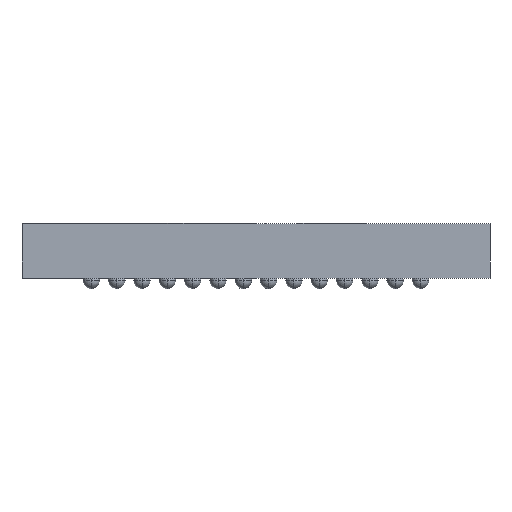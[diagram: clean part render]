
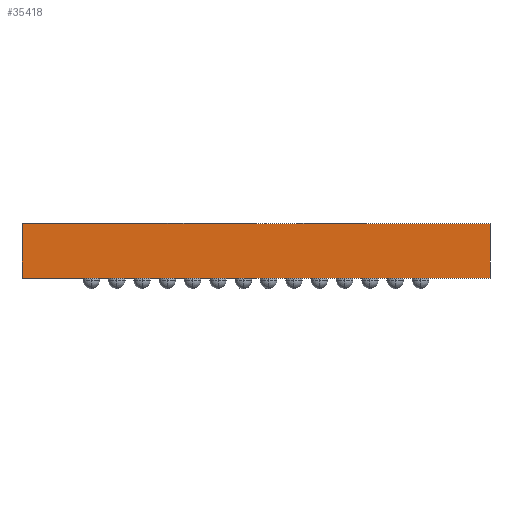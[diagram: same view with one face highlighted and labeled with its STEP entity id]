
A CAD part, left-side view. The second image highlights one B-rep face of the part: STEP entity #35418.
In plain terms, the highlighted planar face has unit normal (-1, 0, 0).
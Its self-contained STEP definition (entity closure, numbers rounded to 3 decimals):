
#3496 = CARTESIAN_POINT ( 'NONE',  ( -6.005, -6.005, 0.238 ) ) ;
#4110 = CARTESIAN_POINT ( 'NONE',  ( -6.005, 6.005, 0.238 ) ) ;
#4772 = EDGE_CURVE ( 'NONE', #37271, #29276, #36954, .T. ) ;
#6899 = LINE ( 'NONE', #38376, #40207 ) ;
#7103 = DIRECTION ( 'NONE',  ( 0., 0., -1. ) ) ;
#7321 = CARTESIAN_POINT ( 'NONE',  ( -6.005, -6.005, 1.641 ) ) ;
#8428 = AXIS2_PLACEMENT_3D ( 'NONE', #4110, #16356, #35172 ) ;
#8736 = CARTESIAN_POINT ( 'NONE',  ( -6.005, -6.005, 0.238 ) ) ;
#9332 = DIRECTION ( 'NONE',  ( 0., 0., 1. ) ) ;
#9952 = ORIENTED_EDGE ( 'NONE', *, *, #23310, .T. ) ;
#10108 = EDGE_LOOP ( 'NONE', ( #35285, #40233, #22381, #9952 ) ) ;
#10878 = LINE ( 'NONE', #23820, #11636 ) ;
#10946 = DIRECTION ( 'NONE',  ( 0., 1., 0. ) ) ;
#11636 = VECTOR ( 'NONE', #23421, 1000. ) ;
#12740 = CARTESIAN_POINT ( 'NONE',  ( -6.005, 6.005, 1.641 ) ) ;
#16356 = DIRECTION ( 'NONE',  ( -1., 0., 0. ) ) ;
#16772 = FACE_OUTER_BOUND ( 'NONE', #10108, .T. ) ;
#18033 = VERTEX_POINT ( 'NONE', #36392 ) ;
#19673 = VECTOR ( 'NONE', #9332, 1000. ) ;
#22381 = ORIENTED_EDGE ( 'NONE', *, *, #33712, .F. ) ;
#23290 = LINE ( 'NONE', #25924, #27984 ) ;
#23310 = EDGE_CURVE ( 'NONE', #23757, #18033, #6899, .T. ) ;
#23421 = DIRECTION ( 'NONE',  ( 0., -1., 0. ) ) ;
#23757 = VERTEX_POINT ( 'NONE', #12740 ) ;
#23820 = CARTESIAN_POINT ( 'NONE',  ( -6.005, 6.005, 1.641 ) ) ;
#25584 = PLANE ( 'NONE',  #8428 ) ;
#25924 = CARTESIAN_POINT ( 'NONE',  ( -6.005, -6.005, 0.238 ) ) ;
#26598 = EDGE_CURVE ( 'NONE', #37271, #18033, #23290, .T. ) ;
#27984 = VECTOR ( 'NONE', #10946, 1000. ) ;
#29276 = VERTEX_POINT ( 'NONE', #7321 ) ;
#33712 = EDGE_CURVE ( 'NONE', #23757, #29276, #10878, .T. ) ;
#35172 = DIRECTION ( 'NONE',  ( 0., 0., 1. ) ) ;
#35285 = ORIENTED_EDGE ( 'NONE', *, *, #26598, .F. ) ;
#35418 = ADVANCED_FACE ( 'NONE', ( #16772 ), #25584, .T. ) ;
#36392 = CARTESIAN_POINT ( 'NONE',  ( -6.005, 6.005, 0.238 ) ) ;
#36954 = LINE ( 'NONE', #8736, #19673 ) ;
#37271 = VERTEX_POINT ( 'NONE', #3496 ) ;
#38376 = CARTESIAN_POINT ( 'NONE',  ( -6.005, 6.005, 1.641 ) ) ;
#40207 = VECTOR ( 'NONE', #7103, 1000. ) ;
#40233 = ORIENTED_EDGE ( 'NONE', *, *, #4772, .T. ) ;
